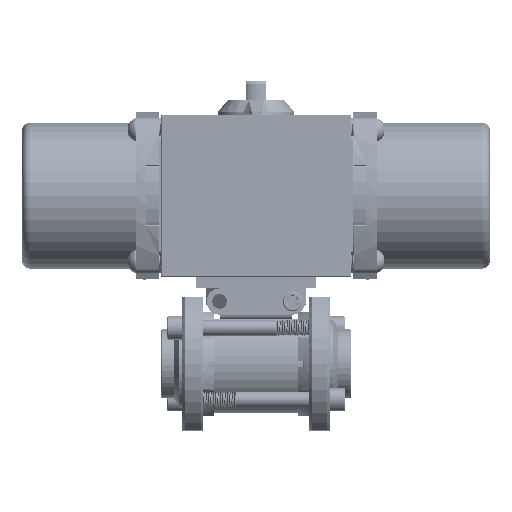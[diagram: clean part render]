
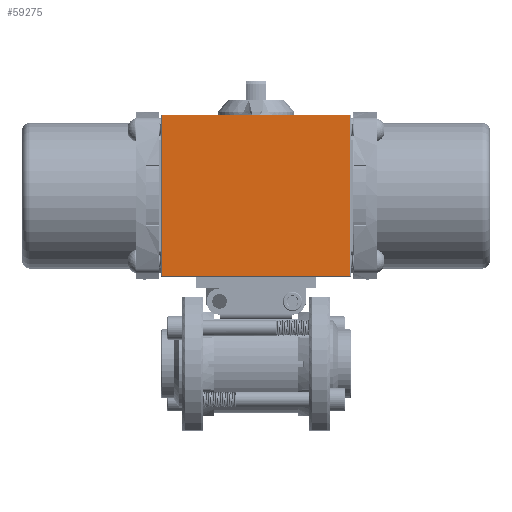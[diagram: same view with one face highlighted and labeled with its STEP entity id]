
A CAD part, top view. The second image highlights one B-rep face of the part: STEP entity #59275.
In plain terms, the highlighted planar face has unit normal (0, 0, 1).
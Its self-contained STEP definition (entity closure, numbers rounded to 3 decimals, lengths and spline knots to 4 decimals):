
#8703 = AXIS2_PLACEMENT_3D ( 'NONE', #192423, #142740, #42735 ) ;
#9283 = PLANE ( 'NONE',  #8703 ) ;
#12463 = LINE ( 'NONE', #106896, #51564 ) ;
#26230 = ORIENTED_EDGE ( 'NONE', *, *, #175446, .T. ) ;
#26395 = VECTOR ( 'NONE', #131964, 39.3701 ) ;
#27483 = VECTOR ( 'NONE', #63417, 39.3701 ) ;
#27997 = EDGE_CURVE ( 'NONE', #106695, #64019, #165981, .T. ) ;
#31664 = CARTESIAN_POINT ( 'NONE',  ( 2.251, 2.094, 1.55 ) ) ;
#33070 = DIRECTION ( 'NONE',  ( 0., 1., 0. ) ) ;
#34017 = ORIENTED_EDGE ( 'NONE', *, *, #206245, .T. ) ;
#42562 = ORIENTED_EDGE ( 'NONE', *, *, #89759, .T. ) ;
#42735 = DIRECTION ( 'NONE',  ( 0., -1., 0. ) ) ;
#51564 = VECTOR ( 'NONE', #72503, 39.3701 ) ;
#58797 = LINE ( 'NONE', #216203, #64026 ) ;
#59275 = ADVANCED_FACE ( 'NONE', ( #141099 ), #9283, .F. ) ;
#63417 = DIRECTION ( 'NONE',  ( 0., -1., 0. ) ) ;
#64019 = VERTEX_POINT ( 'NONE', #87418 ) ;
#64026 = VECTOR ( 'NONE', #33070, 39.3701 ) ;
#72503 = DIRECTION ( 'NONE',  ( 1., 0., 0. ) ) ;
#87418 = CARTESIAN_POINT ( 'NONE',  ( -2.255, 2.094, 1.55 ) ) ;
#89759 = EDGE_CURVE ( 'NONE', #137056, #163450, #58797, .T. ) ;
#106695 = VERTEX_POINT ( 'NONE', #116265 ) ;
#106896 = CARTESIAN_POINT ( 'NONE',  ( -2.275, 2.094, 1.55 ) ) ;
#115213 = CARTESIAN_POINT ( 'NONE',  ( -2.275, 5.954, 1.55 ) ) ;
#116265 = CARTESIAN_POINT ( 'NONE',  ( -2.255, 5.954, 1.55 ) ) ;
#131964 = DIRECTION ( 'NONE',  ( -1., 0., 0. ) ) ;
#137056 = VERTEX_POINT ( 'NONE', #31664 ) ;
#141099 = FACE_OUTER_BOUND ( 'NONE', #202388, .T. ) ;
#142740 = DIRECTION ( 'NONE',  ( 0., 0., -1. ) ) ;
#147132 = CARTESIAN_POINT ( 'NONE',  ( 2.251, 5.954, 1.55 ) ) ;
#151049 = ORIENTED_EDGE ( 'NONE', *, *, #27997, .T. ) ;
#163450 = VERTEX_POINT ( 'NONE', #147132 ) ;
#165981 = LINE ( 'NONE', #196990, #27483 ) ;
#175446 = EDGE_CURVE ( 'NONE', #64019, #137056, #12463, .T. ) ;
#192423 = CARTESIAN_POINT ( 'NONE',  ( -2.275, 5.974, 1.55 ) ) ;
#196990 = CARTESIAN_POINT ( 'NONE',  ( -2.255, 2.074, 1.55 ) ) ;
#198766 = LINE ( 'NONE', #115213, #26395 ) ;
#202388 = EDGE_LOOP ( 'NONE', ( #42562, #34017, #151049, #26230 ) ) ;
#206245 = EDGE_CURVE ( 'NONE', #163450, #106695, #198766, .T. ) ;
#216203 = CARTESIAN_POINT ( 'NONE',  ( 2.251, 5.974, 1.55 ) ) ;
